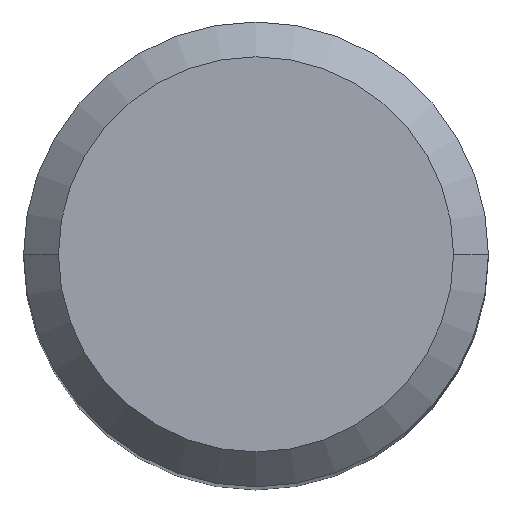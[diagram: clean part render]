
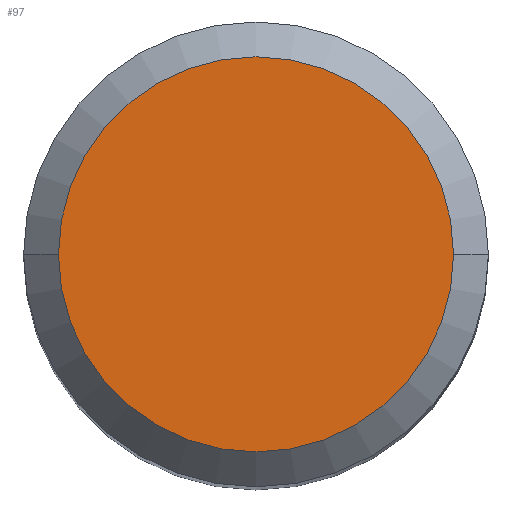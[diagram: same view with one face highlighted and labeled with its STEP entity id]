
A CAD part, top view. The second image highlights one B-rep face of the part: STEP entity #97.
In plain terms, the highlighted planar face has unit normal (0, 0, 1).
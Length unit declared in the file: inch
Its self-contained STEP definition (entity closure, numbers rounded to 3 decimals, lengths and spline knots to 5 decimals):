
#21 = AXIS2_PLACEMENT_3D ( 'NONE', #385, #416, #32 ) ;
#25 = CARTESIAN_POINT ( 'NONE',  ( 0., 0., 0. ) ) ;
#32 = DIRECTION ( 'NONE',  ( 1., 0., 0. ) ) ;
#46 = EDGE_LOOP ( 'NONE', ( #124, #114 ) ) ;
#82 = CARTESIAN_POINT ( 'NONE',  ( 0.16732, 0., 0. ) ) ;
#97 = ADVANCED_FACE ( 'NONE', ( #402 ), #479, .F. ) ;
#98 = DIRECTION ( 'NONE',  ( 0., 0., 1. ) ) ;
#108 = EDGE_CURVE ( 'NONE', #279, #345, #365, .T. ) ;
#114 = ORIENTED_EDGE ( 'NONE', *, *, #108, .T. ) ;
#120 = AXIS2_PLACEMENT_3D ( 'NONE', #256, #98, #333 ) ;
#124 = ORIENTED_EDGE ( 'NONE', *, *, #271, .T. ) ;
#221 = DIRECTION ( 'NONE',  ( 0., 0., -1. ) ) ;
#224 = CIRCLE ( 'NONE', #21, 0.16732 ) ;
#256 = CARTESIAN_POINT ( 'NONE',  ( 0., 0., 0. ) ) ;
#271 = EDGE_CURVE ( 'NONE', #345, #279, #224, .T. ) ;
#279 = VERTEX_POINT ( 'NONE', #82 ) ;
#333 = DIRECTION ( 'NONE',  ( 1., 0., 0. ) ) ;
#345 = VERTEX_POINT ( 'NONE', #451 ) ;
#365 = CIRCLE ( 'NONE', #120, 0.16732 ) ;
#371 = AXIS2_PLACEMENT_3D ( 'NONE', #25, #221, #470 ) ;
#385 = CARTESIAN_POINT ( 'NONE',  ( 0., 0., 0. ) ) ;
#402 = FACE_OUTER_BOUND ( 'NONE', #46, .T. ) ;
#416 = DIRECTION ( 'NONE',  ( 0., 0., 1. ) ) ;
#451 = CARTESIAN_POINT ( 'NONE',  ( -0.16732, 0., 0. ) ) ;
#470 = DIRECTION ( 'NONE',  ( -1., 0., 0. ) ) ;
#479 = PLANE ( 'NONE',  #371 ) ;
